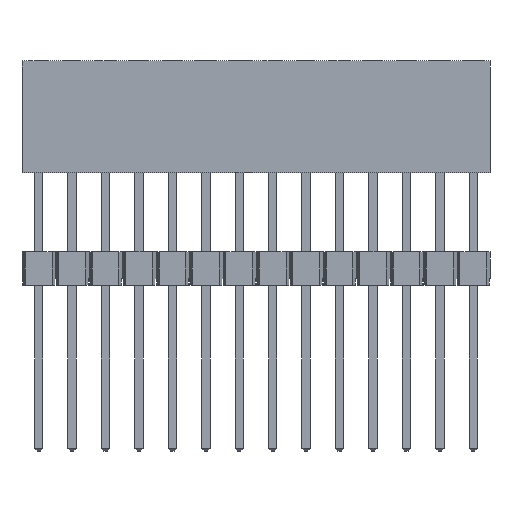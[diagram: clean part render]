
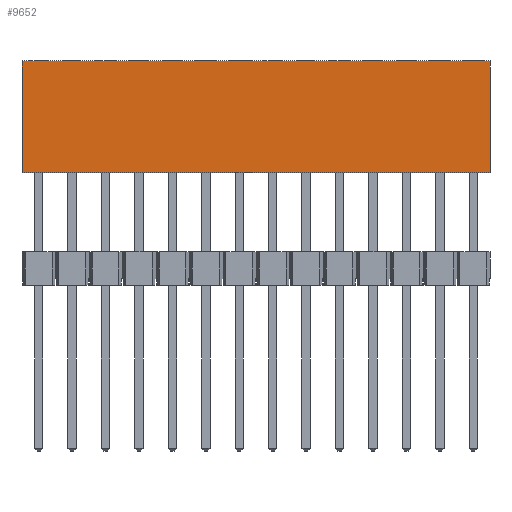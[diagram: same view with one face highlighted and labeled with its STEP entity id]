
A CAD part, front view. The second image highlights one B-rep face of the part: STEP entity #9652.
In plain terms, the highlighted planar face has unit normal (0, -1, 0).
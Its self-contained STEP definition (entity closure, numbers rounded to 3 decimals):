
#716=FACE_OUTER_BOUND('',#1218,.T.);
#1218=EDGE_LOOP('',(#8245,#8246,#8247,#8248));
#1883=LINE('',#13695,#3195);
#2522=LINE('',#14977,#3834);
#2538=LINE('',#15010,#3850);
#2539=LINE('',#15011,#3851);
#3195=VECTOR('',#11215,10.);
#3834=VECTOR('',#12328,10.);
#3850=VECTOR('',#12358,10.);
#3851=VECTOR('',#12359,10.);
#4315=VERTEX_POINT('',#13692);
#4316=VERTEX_POINT('',#13694);
#4722=VERTEX_POINT('',#14976);
#4732=VERTEX_POINT('',#15009);
#5363=EDGE_CURVE('',#4316,#4315,#1883,.T.);
#6002=EDGE_CURVE('',#4316,#4722,#2522,.T.);
#6018=EDGE_CURVE('',#4732,#4315,#2538,.T.);
#6019=EDGE_CURVE('',#4722,#4732,#2539,.T.);
#8245=ORIENTED_EDGE('',*,*,#6018,.F.);
#8246=ORIENTED_EDGE('',*,*,#6019,.F.);
#8247=ORIENTED_EDGE('',*,*,#6002,.F.);
#8248=ORIENTED_EDGE('',*,*,#5363,.T.);
#9164=PLANE('',#10155);
#9652=ADVANCED_FACE('',(#716),#9164,.T.);
#10155=AXIS2_PLACEMENT_3D('',#15008,#12356,#12357);
#11215=DIRECTION('',(0.,0.,1.));
#12328=DIRECTION('',(-1.,0.,0.));
#12356=DIRECTION('center_axis',(0.,-1.,0.));
#12357=DIRECTION('ref_axis',(1.,0.,0.));
#12358=DIRECTION('',(1.,0.,0.));
#12359=DIRECTION('',(0.,0.,1.));
#13692=CARTESIAN_POINT('',(34.29,-1.27,17.04));
#13694=CARTESIAN_POINT('',(34.29,-1.27,8.54));
#13695=CARTESIAN_POINT('',(34.29,-1.27,9.04));
#14976=CARTESIAN_POINT('',(-1.27,-1.27,8.54));
#14977=CARTESIAN_POINT('',(32.385,-1.27,8.54));
#15008=CARTESIAN_POINT('Origin',(-1.27,-1.27,9.04));
#15009=CARTESIAN_POINT('',(-1.27,-1.27,17.04));
#15010=CARTESIAN_POINT('',(-0.635,-1.27,17.04));
#15011=CARTESIAN_POINT('',(-1.27,-1.27,9.04));
